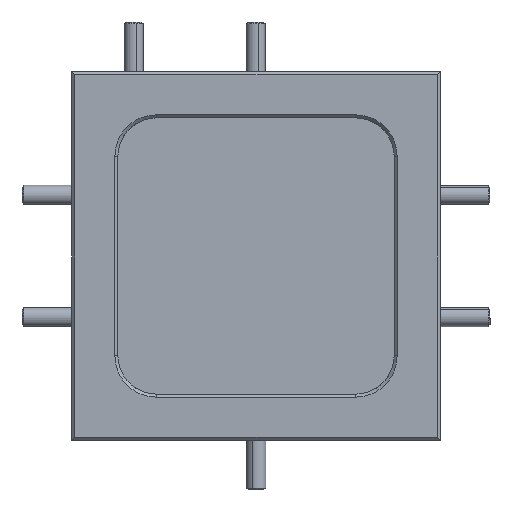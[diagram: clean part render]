
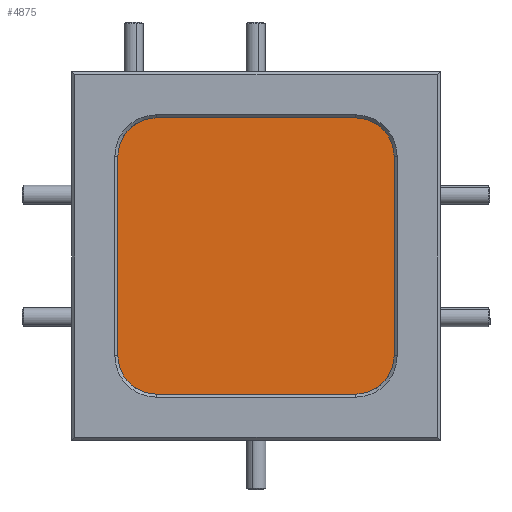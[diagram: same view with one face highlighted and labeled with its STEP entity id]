
A CAD part, front view. The second image highlights one B-rep face of the part: STEP entity #4875.
In plain terms, the highlighted planar face has unit normal (0, -1, 0).
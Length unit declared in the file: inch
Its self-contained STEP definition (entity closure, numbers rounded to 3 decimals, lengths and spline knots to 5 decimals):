
#3078 = VERTEX_POINT ( 'NONE', #11955 ) ;
#3824 = DIRECTION ( 'NONE',  ( 0., 0., 1. ) ) ;
#3939 = ORIENTED_EDGE ( 'NONE', *, *, #44845, .T. ) ;
#4058 = DIRECTION ( 'NONE',  ( 0., -1., 0. ) ) ;
#4493 = CIRCLE ( 'NONE', #39106, 0.125 ) ;
#4875 = ADVANCED_FACE ( 'NONE', ( #50486 ), #14237, .T. ) ;
#5165 = DIRECTION ( 'NONE',  ( 0., -1., 0. ) ) ;
#7725 = EDGE_CURVE ( 'NONE', #49190, #8994, #15680, .T. ) ;
#7950 = ORIENTED_EDGE ( 'NONE', *, *, #28689, .T. ) ;
#8932 = VERTEX_POINT ( 'NONE', #35685 ) ;
#8994 = VERTEX_POINT ( 'NONE', #23965 ) ;
#9970 = CIRCLE ( 'NONE', #43514, 0.125 ) ;
#10820 = DIRECTION ( 'NONE',  ( 0., 0., -1. ) ) ;
#11298 = LINE ( 'NONE', #28763, #59335 ) ;
#11955 = CARTESIAN_POINT ( 'NONE',  ( -0.325, -0.148, -0.45 ) ) ;
#14237 = PLANE ( 'NONE',  #42462 ) ;
#15418 = EDGE_CURVE ( 'NONE', #8932, #49190, #9970, .T. ) ;
#15680 = LINE ( 'NONE', #24710, #51816 ) ;
#15713 = VERTEX_POINT ( 'NONE', #34094 ) ;
#16735 = ORIENTED_EDGE ( 'NONE', *, *, #30290, .T. ) ;
#18718 = EDGE_LOOP ( 'NONE', ( #16735, #7950, #20786, #32044, #48747, #28829, #3939, #46549 ) ) ;
#20005 = CIRCLE ( 'NONE', #33471, 0.125 ) ;
#20786 = ORIENTED_EDGE ( 'NONE', *, *, #38091, .T. ) ;
#21625 = CARTESIAN_POINT ( 'NONE',  ( 0.325, -0.148, 0.45 ) ) ;
#22321 = CARTESIAN_POINT ( 'NONE',  ( -0.45, -0.148, 0.325 ) ) ;
#22474 = DIRECTION ( 'NONE',  ( 0., 0., 1. ) ) ;
#23795 = CARTESIAN_POINT ( 'NONE',  ( -0.45, -0.148, 0.325 ) ) ;
#23965 = CARTESIAN_POINT ( 'NONE',  ( 0.45, -0.148, 0.325 ) ) ;
#24532 = DIRECTION ( 'NONE',  ( -1., 0., 0. ) ) ;
#24710 = CARTESIAN_POINT ( 'NONE',  ( 0.45, -0.148, 0.325 ) ) ;
#25769 = VECTOR ( 'NONE', #34552, 39.37008 ) ;
#25887 = AXIS2_PLACEMENT_3D ( 'NONE', #39887, #58155, #3824 ) ;
#26198 = DIRECTION ( 'NONE',  ( 0., -1., 0. ) ) ;
#28366 = CARTESIAN_POINT ( 'NONE',  ( -0.325, -0.148, 0.325 ) ) ;
#28689 = EDGE_CURVE ( 'NONE', #52896, #39792, #33089, .T. ) ;
#28763 = CARTESIAN_POINT ( 'NONE',  ( -0.325, -0.148, 0.45 ) ) ;
#28829 = ORIENTED_EDGE ( 'NONE', *, *, #7725, .T. ) ;
#30290 = EDGE_CURVE ( 'NONE', #15713, #52896, #42146, .T. ) ;
#30312 = VECTOR ( 'NONE', #10820, 39.37008 ) ;
#31995 = DIRECTION ( 'NONE',  ( 0., -1., 0. ) ) ;
#32044 = ORIENTED_EDGE ( 'NONE', *, *, #38630, .T. ) ;
#32832 = CARTESIAN_POINT ( 'NONE',  ( 0.45, -0.148, -0.325 ) ) ;
#33089 = LINE ( 'NONE', #23795, #30312 ) ;
#33471 = AXIS2_PLACEMENT_3D ( 'NONE', #35898, #31995, #41248 ) ;
#34094 = CARTESIAN_POINT ( 'NONE',  ( -0.325, -0.148, 0.45 ) ) ;
#34234 = CARTESIAN_POINT ( 'NONE',  ( -0.45, -0.148, -0.325 ) ) ;
#34552 = DIRECTION ( 'NONE',  ( 1., 0., 0. ) ) ;
#35665 = CARTESIAN_POINT ( 'NONE',  ( -0.325, -0.148, -0.325 ) ) ;
#35685 = CARTESIAN_POINT ( 'NONE',  ( 0.325, -0.148, -0.45 ) ) ;
#35898 = CARTESIAN_POINT ( 'NONE',  ( 0.325, -0.148, 0.325 ) ) ;
#38091 = EDGE_CURVE ( 'NONE', #39792, #3078, #4493, .T. ) ;
#38630 = EDGE_CURVE ( 'NONE', #3078, #8932, #39322, .T. ) ;
#38772 = DIRECTION ( 'NONE',  ( 0., 0., 1. ) ) ;
#39106 = AXIS2_PLACEMENT_3D ( 'NONE', #35665, #4058, #22474 ) ;
#39322 = LINE ( 'NONE', #52471, #25769 ) ;
#39792 = VERTEX_POINT ( 'NONE', #34234 ) ;
#39801 = VERTEX_POINT ( 'NONE', #21625 ) ;
#39887 = CARTESIAN_POINT ( 'NONE',  ( -0.325, -0.148, 0.325 ) ) ;
#41248 = DIRECTION ( 'NONE',  ( 0., 0., -1. ) ) ;
#41844 = DIRECTION ( 'NONE',  ( 0., 0., 1. ) ) ;
#42146 = CIRCLE ( 'NONE', #25887, 0.125 ) ;
#42462 = AXIS2_PLACEMENT_3D ( 'NONE', #28366, #5165, #41844 ) ;
#43514 = AXIS2_PLACEMENT_3D ( 'NONE', #48883, #26198, #44436 ) ;
#44436 = DIRECTION ( 'NONE',  ( 0., 0., 1. ) ) ;
#44845 = EDGE_CURVE ( 'NONE', #8994, #39801, #20005, .T. ) ;
#45326 = EDGE_CURVE ( 'NONE', #39801, #15713, #11298, .T. ) ;
#46549 = ORIENTED_EDGE ( 'NONE', *, *, #45326, .T. ) ;
#48747 = ORIENTED_EDGE ( 'NONE', *, *, #15418, .T. ) ;
#48883 = CARTESIAN_POINT ( 'NONE',  ( 0.325, -0.148, -0.325 ) ) ;
#49190 = VERTEX_POINT ( 'NONE', #32832 ) ;
#50486 = FACE_OUTER_BOUND ( 'NONE', #18718, .T. ) ;
#51816 = VECTOR ( 'NONE', #38772, 39.37008 ) ;
#52471 = CARTESIAN_POINT ( 'NONE',  ( -0.325, -0.148, -0.45 ) ) ;
#52896 = VERTEX_POINT ( 'NONE', #22321 ) ;
#58155 = DIRECTION ( 'NONE',  ( 0., -1., 0. ) ) ;
#59335 = VECTOR ( 'NONE', #24532, 39.37008 ) ;
